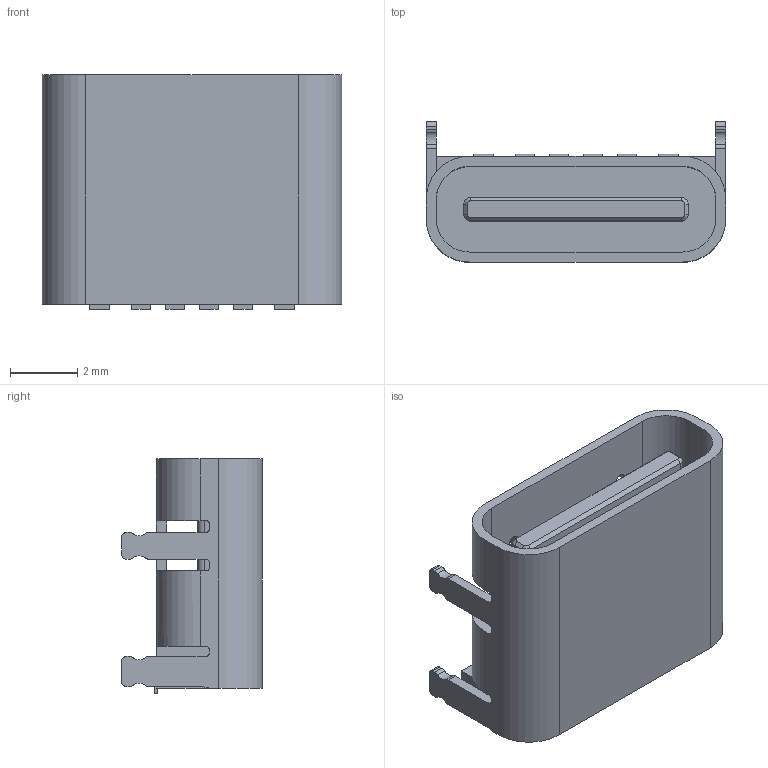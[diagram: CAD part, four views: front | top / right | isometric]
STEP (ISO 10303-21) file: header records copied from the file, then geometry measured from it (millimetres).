
FILE_DESCRIPTION((''),'2;1');
FILE_NAME('U262-06XN-4BVC11','2022-01-22T08:49:31',('cwg'),(''),'CREO PARAMETRIC BY PTC INC, 2018050','CREO PARAMETRIC BY PTC INC, 2018050','');
FILE_SCHEMA(('CONFIG_CONTROL_DESIGN'));
Length unit declared in the file: millimetre
Products named in the file (1): U262-06XN-4BVC11
Bounding box: 8.95 x 4.2 x 7 mm (x, y, z)
Volume: 90.2 mm3; surface area: 402.4 mm2
Topology: 1 solids, 1 shells, 194 faces, 550 edges, 362 vertices
Faces by surface type: plane 110, cylinder 72, extrusion 8, cone 4
Entity records: 6458 total; most frequent: CARTESIAN_POINT 1234, ORIENTED_EDGE 1100, DIRECTION 1080, EDGE_CURVE 550, VECTOR 392, LINE 384, VERTEX_POINT 362, AXIS2_PLACEMENT_3D 344
